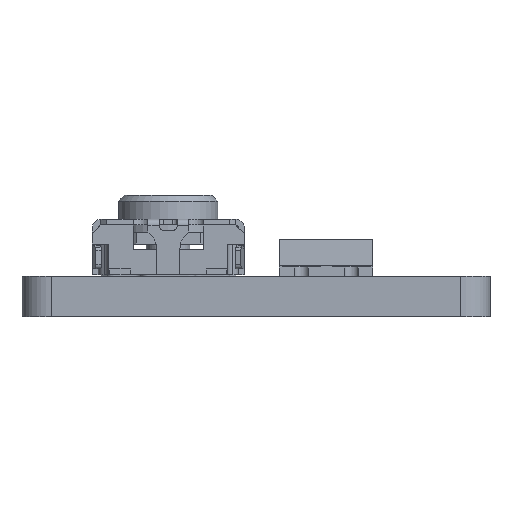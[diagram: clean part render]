
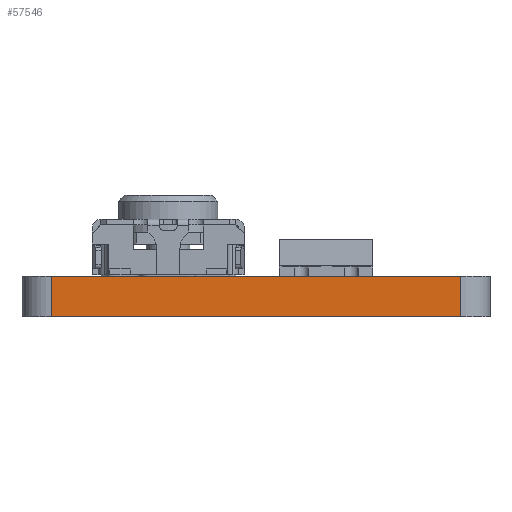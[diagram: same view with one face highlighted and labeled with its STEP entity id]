
A CAD part, left-side view. The second image highlights one B-rep face of the part: STEP entity #57546.
In plain terms, the highlighted planar face has unit normal (-1, 0, 0).
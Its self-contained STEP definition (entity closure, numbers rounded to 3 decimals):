
#55575 = PLANE('',#55576);
#55576 = AXIS2_PLACEMENT_3D('',#55577,#55578,#55579);
#55577 = CARTESIAN_POINT('',(4.,4.,0.69));
#55578 = DIRECTION('',(-0.,-0.,-1.));
#55579 = DIRECTION('',(-1.,0.,0.));
#55629 = PLANE('',#55630);
#55630 = AXIS2_PLACEMENT_3D('',#55631,#55632,#55633);
#55631 = CARTESIAN_POINT('',(4.,4.,0.));
#55632 = DIRECTION('',(-0.,-0.,-1.));
#55633 = DIRECTION('',(-1.,0.,0.));
#56148 = VERTEX_POINT('',#56149);
#56149 = CARTESIAN_POINT('',(0.,0.5,0.));
#56168 = CYLINDRICAL_SURFACE('',#56169,0.5);
#56169 = AXIS2_PLACEMENT_3D('',#56170,#56171,#56172);
#56170 = CARTESIAN_POINT('',(0.5,0.5,0.));
#56171 = DIRECTION('',(-0.,-0.,-1.));
#56172 = DIRECTION('',(1.,0.,-0.));
#56180 = EDGE_CURVE('',#56148,#56181,#56183,.T.);
#56181 = VERTEX_POINT('',#56182);
#56182 = CARTESIAN_POINT('',(0.,7.5,0.));
#56183 = SURFACE_CURVE('',#56184,(#56188,#56195),.PCURVE_S1.);
#56184 = LINE('',#56185,#56186);
#56185 = CARTESIAN_POINT('',(0.,0.5,0.));
#56186 = VECTOR('',#56187,1.);
#56187 = DIRECTION('',(0.,1.,0.));
#56188 = PCURVE('',#55629,#56189);
#56189 = DEFINITIONAL_REPRESENTATION('',(#56190),#56194);
#56190 = LINE('',#56191,#56192);
#56191 = CARTESIAN_POINT('',(4.,-3.5));
#56192 = VECTOR('',#56193,1.);
#56193 = DIRECTION('',(0.,1.));
#56194 = ( GEOMETRIC_REPRESENTATION_CONTEXT(2) 
PARAMETRIC_REPRESENTATION_CONTEXT() REPRESENTATION_CONTEXT('2D SPACE',''
  ) );
#56195 = PCURVE('',#56196,#56201);
#56196 = PLANE('',#56197);
#56197 = AXIS2_PLACEMENT_3D('',#56198,#56199,#56200);
#56198 = CARTESIAN_POINT('',(0.,0.5,0.));
#56199 = DIRECTION('',(-1.,0.,0.));
#56200 = DIRECTION('',(0.,1.,0.));
#56201 = DEFINITIONAL_REPRESENTATION('',(#56202),#56206);
#56202 = LINE('',#56203,#56204);
#56203 = CARTESIAN_POINT('',(0.,0.));
#56204 = VECTOR('',#56205,1.);
#56205 = DIRECTION('',(1.,0.));
#56206 = ( GEOMETRIC_REPRESENTATION_CONTEXT(2) 
PARAMETRIC_REPRESENTATION_CONTEXT() REPRESENTATION_CONTEXT('2D SPACE',''
  ) );
#56229 = CYLINDRICAL_SURFACE('',#56230,0.5);
#56230 = AXIS2_PLACEMENT_3D('',#56231,#56232,#56233);
#56231 = CARTESIAN_POINT('',(0.5,7.5,0.));
#56232 = DIRECTION('',(-0.,-0.,-1.));
#56233 = DIRECTION('',(1.,0.,-0.));
#56852 = VERTEX_POINT('',#56853);
#56853 = CARTESIAN_POINT('',(0.,0.5,0.69));
#56879 = EDGE_CURVE('',#56852,#56880,#56882,.T.);
#56880 = VERTEX_POINT('',#56881);
#56881 = CARTESIAN_POINT('',(0.,7.5,0.69));
#56882 = SURFACE_CURVE('',#56883,(#56887,#56894),.PCURVE_S1.);
#56883 = LINE('',#56884,#56885);
#56884 = CARTESIAN_POINT('',(0.,0.5,0.69));
#56885 = VECTOR('',#56886,1.);
#56886 = DIRECTION('',(0.,1.,0.));
#56887 = PCURVE('',#55575,#56888);
#56888 = DEFINITIONAL_REPRESENTATION('',(#56889),#56893);
#56889 = LINE('',#56890,#56891);
#56890 = CARTESIAN_POINT('',(4.,-3.5));
#56891 = VECTOR('',#56892,1.);
#56892 = DIRECTION('',(0.,1.));
#56893 = ( GEOMETRIC_REPRESENTATION_CONTEXT(2) 
PARAMETRIC_REPRESENTATION_CONTEXT() REPRESENTATION_CONTEXT('2D SPACE',''
  ) );
#56894 = PCURVE('',#56196,#56895);
#56895 = DEFINITIONAL_REPRESENTATION('',(#56896),#56900);
#56896 = LINE('',#56897,#56898);
#56897 = CARTESIAN_POINT('',(0.,-0.69));
#56898 = VECTOR('',#56899,1.);
#56899 = DIRECTION('',(1.,0.));
#56900 = ( GEOMETRIC_REPRESENTATION_CONTEXT(2) 
PARAMETRIC_REPRESENTATION_CONTEXT() REPRESENTATION_CONTEXT('2D SPACE',''
  ) );
#57525 = EDGE_CURVE('',#56181,#56880,#57526,.T.);
#57526 = SURFACE_CURVE('',#57527,(#57531,#57538),.PCURVE_S1.);
#57527 = LINE('',#57528,#57529);
#57528 = CARTESIAN_POINT('',(0.,7.5,0.));
#57529 = VECTOR('',#57530,1.);
#57530 = DIRECTION('',(0.,0.,1.));
#57531 = PCURVE('',#56229,#57532);
#57532 = DEFINITIONAL_REPRESENTATION('',(#57533),#57537);
#57533 = LINE('',#57534,#57535);
#57534 = CARTESIAN_POINT('',(-3.142,0.));
#57535 = VECTOR('',#57536,1.);
#57536 = DIRECTION('',(-0.,-1.));
#57537 = ( GEOMETRIC_REPRESENTATION_CONTEXT(2) 
PARAMETRIC_REPRESENTATION_CONTEXT() REPRESENTATION_CONTEXT('2D SPACE',''
  ) );
#57538 = PCURVE('',#56196,#57539);
#57539 = DEFINITIONAL_REPRESENTATION('',(#57540),#57544);
#57540 = LINE('',#57541,#57542);
#57541 = CARTESIAN_POINT('',(7.,0.));
#57542 = VECTOR('',#57543,1.);
#57543 = DIRECTION('',(0.,-1.));
#57544 = ( GEOMETRIC_REPRESENTATION_CONTEXT(2) 
PARAMETRIC_REPRESENTATION_CONTEXT() REPRESENTATION_CONTEXT('2D SPACE',''
  ) );
#57546 = ADVANCED_FACE('',(#57547),#56196,.T.);
#57547 = FACE_BOUND('',#57548,.T.);
#57548 = EDGE_LOOP('',(#57549,#57570,#57571,#57572));
#57549 = ORIENTED_EDGE('',*,*,#57550,.T.);
#57550 = EDGE_CURVE('',#56148,#56852,#57551,.T.);
#57551 = SURFACE_CURVE('',#57552,(#57556,#57563),.PCURVE_S1.);
#57552 = LINE('',#57553,#57554);
#57553 = CARTESIAN_POINT('',(0.,0.5,0.));
#57554 = VECTOR('',#57555,1.);
#57555 = DIRECTION('',(0.,0.,1.));
#57556 = PCURVE('',#56196,#57557);
#57557 = DEFINITIONAL_REPRESENTATION('',(#57558),#57562);
#57558 = LINE('',#57559,#57560);
#57559 = CARTESIAN_POINT('',(0.,0.));
#57560 = VECTOR('',#57561,1.);
#57561 = DIRECTION('',(0.,-1.));
#57562 = ( GEOMETRIC_REPRESENTATION_CONTEXT(2) 
PARAMETRIC_REPRESENTATION_CONTEXT() REPRESENTATION_CONTEXT('2D SPACE',''
  ) );
#57563 = PCURVE('',#56168,#57564);
#57564 = DEFINITIONAL_REPRESENTATION('',(#57565),#57569);
#57565 = LINE('',#57566,#57567);
#57566 = CARTESIAN_POINT('',(-3.142,0.));
#57567 = VECTOR('',#57568,1.);
#57568 = DIRECTION('',(-0.,-1.));
#57569 = ( GEOMETRIC_REPRESENTATION_CONTEXT(2) 
PARAMETRIC_REPRESENTATION_CONTEXT() REPRESENTATION_CONTEXT('2D SPACE',''
  ) );
#57570 = ORIENTED_EDGE('',*,*,#56879,.T.);
#57571 = ORIENTED_EDGE('',*,*,#57525,.F.);
#57572 = ORIENTED_EDGE('',*,*,#56180,.F.);
